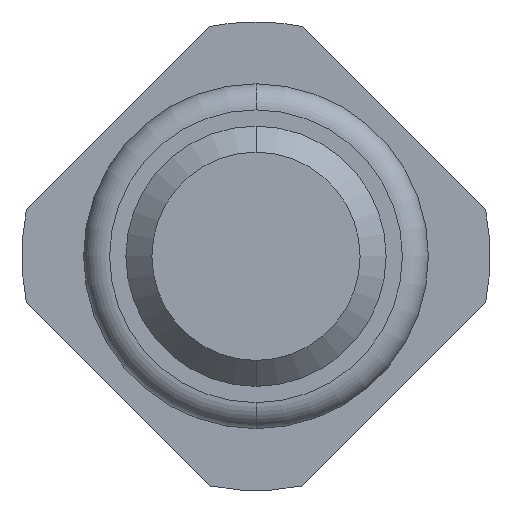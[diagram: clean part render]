
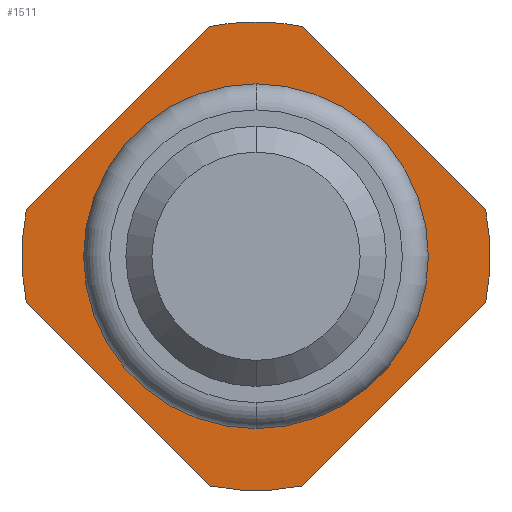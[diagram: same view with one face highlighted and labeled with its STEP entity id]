
A CAD part, front view. The second image highlights one B-rep face of the part: STEP entity #1511.
In plain terms, the highlighted planar face has unit normal (0, -1, 0).
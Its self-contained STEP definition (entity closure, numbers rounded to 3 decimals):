
#8 = CARTESIAN_POINT ( 'NONE',  ( 0., -2., 0. ) ) ;
#109 = EDGE_LOOP ( 'NONE', ( #2531, #3479, #1752, #1844, #2094, #1291, #3202, #2589, #1235 ) ) ;
#122 = DIRECTION ( 'NONE',  ( 0., 1., 0. ) ) ;
#215 = CIRCLE ( 'NONE', #2000, 1.8 ) ;
#342 = VERTEX_POINT ( 'NONE', #527 ) ;
#350 = CARTESIAN_POINT ( 'NONE',  ( 1.764, -2., 0.357 ) ) ;
#358 = CIRCLE ( 'NONE', #3275, 1.8 ) ;
#396 = VERTEX_POINT ( 'NONE', #350 ) ;
#454 = CARTESIAN_POINT ( 'NONE',  ( 0., -2., 0. ) ) ;
#524 = EDGE_CURVE ( 'Defeature ausgef�hrt3_17+Defeature ausgef�hrt3_0+Defeature ausgef�hrt3_3+Defeature ausgef�hrt3_2', #342, #2637, #3051, .T. ) ;
#525 = VERTEX_POINT ( 'NONE', #2357 ) ;
#527 = CARTESIAN_POINT ( 'NONE',  ( -1.764, -2., 0.357 ) ) ;
#569 = AXIS2_PLACEMENT_3D ( 'NONE', #2285, #1009, #1316 ) ;
#595 = DIRECTION ( 'NONE',  ( 0., 1., 0. ) ) ;
#690 = EDGE_CURVE ( 'Defeature ausgef�hrt3_15+Defeature ausgef�hrt3_0+Defeature ausgef�hrt3_1+Defeature ausgef�hrt3_4', #3397, #525, #1804, .T. ) ;
#722 = CARTESIAN_POINT ( 'NONE',  ( -0.357, -2., -1.764 ) ) ;
#738 = ORIENTED_EDGE ( 'NONE', *, *, #1989, .T. ) ;
#752 = EDGE_CURVE ( 'Defeature ausgef�hrt3_1+Defeature ausgef�hrt3_0+Defeature ausgef�hrt3_18+Defeature ausgef�hrt3_15', #396, #3397, #1700, .T. ) ;
#797 = CARTESIAN_POINT ( 'NONE',  ( 0.357, -2., 1.764 ) ) ;
#958 = CIRCLE ( 'NONE', #1974, 1.8 ) ;
#964 = CIRCLE ( 'NONE', #569, 1.325 ) ;
#971 = CARTESIAN_POINT ( 'NONE',  ( 0., -2., 0. ) ) ;
#977 = CARTESIAN_POINT ( 'NONE',  ( 1.961, -2., -0.161 ) ) ;
#1009 = DIRECTION ( 'NONE',  ( 0., 1., 0. ) ) ;
#1042 = VECTOR ( 'NONE', #3441, 1000. ) ;
#1091 = DIRECTION ( 'NONE',  ( 0., 0., 1. ) ) ;
#1152 = VERTEX_POINT ( 'NONE', #797 ) ;
#1235 = ORIENTED_EDGE ( 'NONE', *, *, #752, .F. ) ;
#1259 = VECTOR ( 'NONE', #3926, 1000. ) ;
#1291 = ORIENTED_EDGE ( 'NONE', *, *, #3799, .F. ) ;
#1316 = DIRECTION ( 'NONE',  ( 0., 0., 1. ) ) ;
#1323 = DIRECTION ( 'NONE',  ( 0., 1., 0. ) ) ;
#1429 = EDGE_CURVE ( 'Defeature ausgef�hrt3_4+Defeature ausgef�hrt3_0+Defeature ausgef�hrt3_15+Defeature ausgef�hrt3_16', #525, #3400, #1667, .T. ) ;
#1511 = ADVANCED_FACE ( 'Defeature ausgef�hrt3_0', ( #1960, #2515 ), #3103, .F. ) ;
#1632 = CARTESIAN_POINT ( 'NONE',  ( 0., -2., 0. ) ) ;
#1667 = CIRCLE ( 'NONE', #2729, 1.8 ) ;
#1700 = CIRCLE ( 'NONE', #3178, 1.8 ) ;
#1752 = ORIENTED_EDGE ( 'NONE', *, *, #1755, .F. ) ;
#1755 = EDGE_CURVE ( 'Defeature ausgef�hrt3_2+Defeature ausgef�hrt3_0+Defeature ausgef�hrt3_17+Defeature ausgef�hrt3_18', #2637, #3251, #215, .T. ) ;
#1763 = DIRECTION ( 'NONE',  ( 0.707, 0., 0.707 ) ) ;
#1768 = DIRECTION ( 'NONE',  ( 0., 1., 0. ) ) ;
#1804 = LINE ( 'NONE', #977, #1042 ) ;
#1815 = LINE ( 'NONE', #1992, #1259 ) ;
#1830 = EDGE_CURVE ( 'Defeature ausgef�hrt3_18+Defeature ausgef�hrt3_0+Defeature ausgef�hrt3_2+Defeature ausgef�hrt3_1', #1152, #396, #1815, .T. ) ;
#1844 = ORIENTED_EDGE ( 'NONE', *, *, #524, .F. ) ;
#1907 = LINE ( 'NONE', #2169, #3528 ) ;
#1927 = CARTESIAN_POINT ( 'NONE',  ( 1.764, -2., -0.357 ) ) ;
#1931 = EDGE_CURVE ( 'Defeature ausgef�hrt3_0+Defeature ausgef�hrt3_12+Defeature ausgef�hrt3_12+Defeature ausgef�hrt3_12', #1934, #3601, #964, .T. ) ;
#1934 = VERTEX_POINT ( 'NONE', #2929 ) ;
#1960 = FACE_BOUND ( 'NONE', #2485, .T. ) ;
#1974 = AXIS2_PLACEMENT_3D ( 'NONE', #2560, #2236, #3180 ) ;
#1989 = EDGE_CURVE ( 'Defeature ausgef�hrt3_0+Defeature ausgef�hrt3_12+Defeature ausgef�hrt3_12+Defeature ausgef�hrt3_12', #3601, #1934, #3321, .T. ) ;
#1992 = CARTESIAN_POINT ( 'NONE',  ( 1.961, -2., 0.161 ) ) ;
#2000 = AXIS2_PLACEMENT_3D ( 'NONE', #971, #3218, #3556 ) ;
#2011 = VERTEX_POINT ( 'NONE', #3230 ) ;
#2094 = ORIENTED_EDGE ( 'NONE', *, *, #4066, .F. ) ;
#2095 = VECTOR ( 'NONE', #1763, 1000. ) ;
#2163 = AXIS2_PLACEMENT_3D ( 'NONE', #3434, #1768, #4019 ) ;
#2169 = CARTESIAN_POINT ( 'NONE',  ( -0.161, -2., -1.961 ) ) ;
#2180 = DIRECTION ( 'NONE',  ( -0.707, 0., 0.707 ) ) ;
#2221 = DIRECTION ( 'NONE',  ( 0., 0., 1. ) ) ;
#2236 = DIRECTION ( 'NONE',  ( 0., 1., 0. ) ) ;
#2285 = CARTESIAN_POINT ( 'NONE',  ( 0., -2., 0. ) ) ;
#2343 = CARTESIAN_POINT ( 'NONE',  ( -0.161, -2., 1.961 ) ) ;
#2357 = CARTESIAN_POINT ( 'NONE',  ( 0.357, -2., -1.764 ) ) ;
#2485 = EDGE_LOOP ( 'NONE', ( #3455, #738 ) ) ;
#2515 = FACE_OUTER_BOUND ( 'NONE', #109, .T. ) ;
#2531 = ORIENTED_EDGE ( 'NONE', *, *, #1830, .F. ) ;
#2560 = CARTESIAN_POINT ( 'NONE',  ( 0., -2., 0. ) ) ;
#2589 = ORIENTED_EDGE ( 'NONE', *, *, #690, .F. ) ;
#2619 = CARTESIAN_POINT ( 'NONE',  ( 0., -2., 0. ) ) ;
#2637 = VERTEX_POINT ( 'NONE', #3409 ) ;
#2729 = AXIS2_PLACEMENT_3D ( 'NONE', #454, #122, #1091 ) ;
#2929 = CARTESIAN_POINT ( 'NONE',  ( 0., -2., 1.325 ) ) ;
#2971 = DIRECTION ( 'NONE',  ( 0., 0., 1. ) ) ;
#3051 = LINE ( 'NONE', #2343, #2095 ) ;
#3103 = PLANE ( 'NONE',  #2163 ) ;
#3157 = AXIS2_PLACEMENT_3D ( 'NONE', #1632, #3596, #2971 ) ;
#3178 = AXIS2_PLACEMENT_3D ( 'NONE', #2619, #1323, #3894 ) ;
#3180 = DIRECTION ( 'NONE',  ( 0., 0., 1. ) ) ;
#3202 = ORIENTED_EDGE ( 'NONE', *, *, #1429, .F. ) ;
#3218 = DIRECTION ( 'NONE',  ( 0., 1., 0. ) ) ;
#3230 = CARTESIAN_POINT ( 'NONE',  ( -1.764, -2., -0.357 ) ) ;
#3251 = VERTEX_POINT ( 'NONE', #3429 ) ;
#3275 = AXIS2_PLACEMENT_3D ( 'NONE', #8, #595, #2221 ) ;
#3321 = CIRCLE ( 'NONE', #3157, 1.325 ) ;
#3344 = EDGE_CURVE ( 'Defeature ausgef�hrt3_2+Defeature ausgef�hrt3_0+Defeature ausgef�hrt3_17+Defeature ausgef�hrt3_18', #3251, #1152, #958, .T. ) ;
#3397 = VERTEX_POINT ( 'NONE', #1927 ) ;
#3400 = VERTEX_POINT ( 'NONE', #722 ) ;
#3409 = CARTESIAN_POINT ( 'NONE',  ( -0.357, -2., 1.764 ) ) ;
#3429 = CARTESIAN_POINT ( 'NONE',  ( 0., -2., 1.8 ) ) ;
#3434 = CARTESIAN_POINT ( 'NONE',  ( 1.8, -2., 0. ) ) ;
#3441 = DIRECTION ( 'NONE',  ( -0.707, 0., -0.707 ) ) ;
#3455 = ORIENTED_EDGE ( 'NONE', *, *, #1931, .T. ) ;
#3479 = ORIENTED_EDGE ( 'NONE', *, *, #3344, .F. ) ;
#3528 = VECTOR ( 'NONE', #2180, 1000. ) ;
#3556 = DIRECTION ( 'NONE',  ( 0., 0., 1. ) ) ;
#3596 = DIRECTION ( 'NONE',  ( 0., 1., 0. ) ) ;
#3601 = VERTEX_POINT ( 'NONE', #3977 ) ;
#3799 = EDGE_CURVE ( 'Defeature ausgef�hrt3_16+Defeature ausgef�hrt3_0+Defeature ausgef�hrt3_4+Defeature ausgef�hrt3_3', #3400, #2011, #1907, .T. ) ;
#3894 = DIRECTION ( 'NONE',  ( 0., 0., 1. ) ) ;
#3926 = DIRECTION ( 'NONE',  ( 0.707, 0., -0.707 ) ) ;
#3977 = CARTESIAN_POINT ( 'NONE',  ( 0., -2., -1.325 ) ) ;
#4019 = DIRECTION ( 'NONE',  ( 0., 0., 1. ) ) ;
#4066 = EDGE_CURVE ( 'Defeature ausgef�hrt3_3+Defeature ausgef�hrt3_0+Defeature ausgef�hrt3_16+Defeature ausgef�hrt3_17', #2011, #342, #358, .T. ) ;
